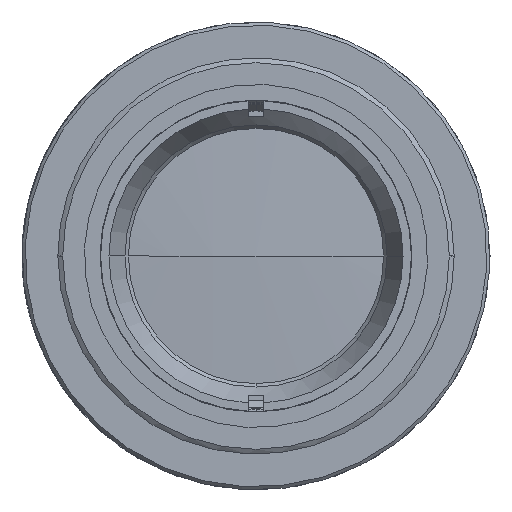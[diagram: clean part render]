
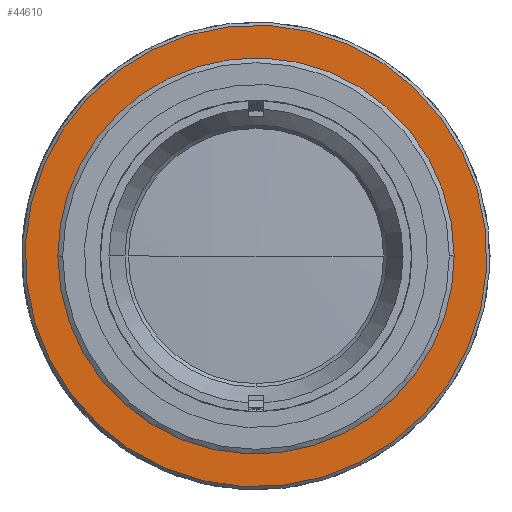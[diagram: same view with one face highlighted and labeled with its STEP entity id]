
A CAD part, left-side view. The second image highlights one B-rep face of the part: STEP entity #44610.
In plain terms, the highlighted planar face has unit normal (-1, 0, 0).
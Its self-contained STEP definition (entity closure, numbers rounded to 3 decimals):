
#2316 = CIRCLE ( 'NONE', #33721, 14.8 ) ;
#2844 = CARTESIAN_POINT ( 'NONE',  ( -63.113, -6.634, -13.23 ) ) ;
#7008 = CARTESIAN_POINT ( 'NONE',  ( -63.113, 6.634, 13.23 ) ) ;
#9490 = VERTEX_POINT ( 'NONE', #2844 ) ;
#10239 = EDGE_LOOP ( 'NONE', ( #40149, #24161 ) ) ;
#10868 = EDGE_CURVE ( 'NONE', #23111, #35366, #25761, .T. ) ;
#12978 = VERTEX_POINT ( 'NONE', #7008 ) ;
#13308 = AXIS2_PLACEMENT_3D ( 'NONE', #28880, #46692, #32255 ) ;
#14218 = PLANE ( 'NONE',  #13308 ) ;
#17354 = CARTESIAN_POINT ( 'NONE',  ( -63.113, 0., 0. ) ) ;
#17957 = CARTESIAN_POINT ( 'NONE',  ( -63.113, -5.536, -11.04 ) ) ;
#20225 = ORIENTED_EDGE ( 'NONE', *, *, #10868, .F. ) ;
#22163 = AXIS2_PLACEMENT_3D ( 'NONE', #40636, #44793, #37757 ) ;
#23111 = VERTEX_POINT ( 'NONE', #32343 ) ;
#23338 = AXIS2_PLACEMENT_3D ( 'NONE', #35227, #40018, #47235 ) ;
#24161 = ORIENTED_EDGE ( 'NONE', *, *, #39027, .T. ) ;
#25761 = CIRCLE ( 'NONE', #43526, 12.35 ) ;
#27555 = EDGE_CURVE ( 'NONE', #9490, #12978, #2316, .T. ) ;
#28675 = CIRCLE ( 'NONE', #22163, 14.8 ) ;
#28880 = CARTESIAN_POINT ( 'NONE',  ( -63.113, 5.536, 11.04 ) ) ;
#29936 = CIRCLE ( 'NONE', #23338, 12.35 ) ;
#30901 = EDGE_LOOP ( 'NONE', ( #20225, #43568 ) ) ;
#32255 = DIRECTION ( 'NONE',  ( 0., 0.448, 0.894 ) ) ;
#32343 = CARTESIAN_POINT ( 'NONE',  ( -63.113, 5.536, 11.04 ) ) ;
#32914 = EDGE_CURVE ( 'NONE', #35366, #23111, #29936, .T. ) ;
#33721 = AXIS2_PLACEMENT_3D ( 'NONE', #17354, #35868, #42940 ) ;
#35227 = CARTESIAN_POINT ( 'NONE',  ( -63.113, 0., 0. ) ) ;
#35366 = VERTEX_POINT ( 'NONE', #17957 ) ;
#35868 = DIRECTION ( 'NONE',  ( -1., 0., 0. ) ) ;
#35981 = FACE_BOUND ( 'NONE', #30901, .T. ) ;
#36565 = FACE_OUTER_BOUND ( 'NONE', #10239, .T. ) ;
#37757 = DIRECTION ( 'NONE',  ( 0., 0.448, 0.894 ) ) ;
#39027 = EDGE_CURVE ( 'NONE', #12978, #9490, #28675, .T. ) ;
#40018 = DIRECTION ( 'NONE',  ( -1., 0., 0. ) ) ;
#40119 = CARTESIAN_POINT ( 'NONE',  ( -63.113, 0., 0. ) ) ;
#40149 = ORIENTED_EDGE ( 'NONE', *, *, #27555, .T. ) ;
#40636 = CARTESIAN_POINT ( 'NONE',  ( -63.113, 0., 0. ) ) ;
#42940 = DIRECTION ( 'NONE',  ( 0., 0.448, 0.894 ) ) ;
#43478 = DIRECTION ( 'NONE',  ( 0., 0.448, 0.894 ) ) ;
#43526 = AXIS2_PLACEMENT_3D ( 'NONE', #40119, #47354, #43478 ) ;
#43568 = ORIENTED_EDGE ( 'NONE', *, *, #32914, .F. ) ;
#44610 = ADVANCED_FACE ( 'NONE', ( #36565, #35981 ), #14218, .T. ) ;
#44793 = DIRECTION ( 'NONE',  ( -1., 0., 0. ) ) ;
#46692 = DIRECTION ( 'NONE',  ( -1., 0., 0. ) ) ;
#47235 = DIRECTION ( 'NONE',  ( 0., 0.448, 0.894 ) ) ;
#47354 = DIRECTION ( 'NONE',  ( -1., 0., 0. ) ) ;
